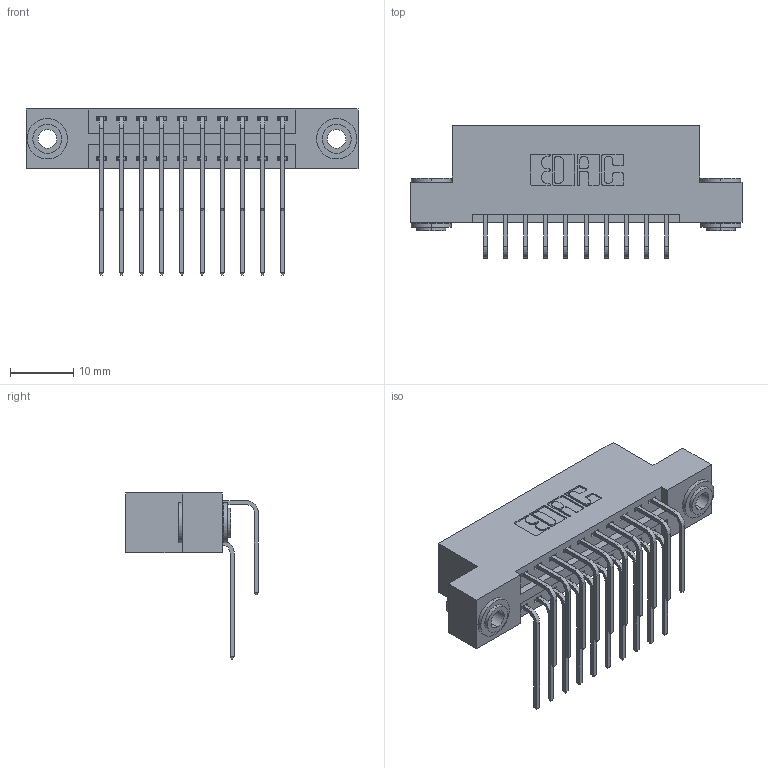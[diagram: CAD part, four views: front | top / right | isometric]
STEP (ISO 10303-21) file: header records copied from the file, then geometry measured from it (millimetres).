
FILE_DESCRIPTION (( 'STEP AP203' ), '1' );
FILE_NAME ('396-020-559-203.STEP', '2019-11-02T14:37:08', ( '' ), ( '' ), 'SwSTEP 2.0', 'SolidWorks 2016', '' );
FILE_SCHEMA (( 'CONFIG_CONTROL_DESIGN' ));
Length unit declared in the file: inch
Products named in the file (5): 345-292-001_559 Tail - 2; 345-250-002_345-250-002-102; 396-020-559-203; 346 Part_Flush Mounting Lugs - 0.156 Dia-TH; 345-292-001_558 559 Tail - 1
Assembly tree (23 placements, depth 2):
  396-020-559-203
    346 Part_Flush Mounting Lugs - 0.156 Dia-TH
    345-292-001_558 559 Tail - 1  x10
    345-292-001_559 Tail - 2  x10
    345-250-002_345-250-002-102  x2
Bounding box: 52.32 x 20.89 x 26.16 mm (x, y, z)
Volume: 4988.5 mm3; surface area: 7121.7 mm2
Topology: 23 solids, 23 shells, 1240 faces, 3625 edges, 2386 vertices
Faces by surface type: plane 826, cylinder 406, cone 8
Entity records: 13268 total; most frequent: CARTESIAN_POINT 2258, ORIENTED_EDGE 2134, DIRECTION 2045, EDGE_CURVE 1067, LINE 831, VECTOR 831, VERTEX_POINT 706, AXIS2_PLACEMENT_3D 607
